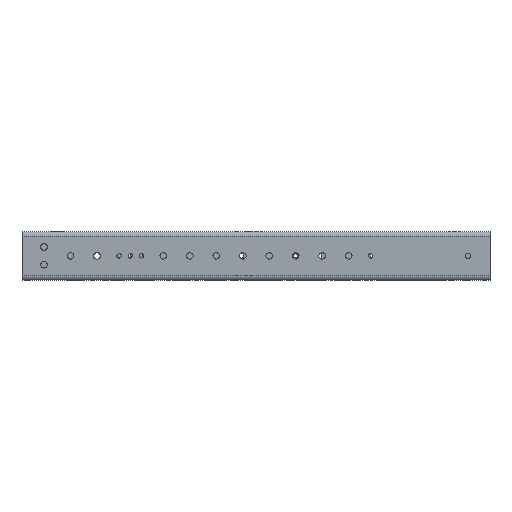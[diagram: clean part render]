
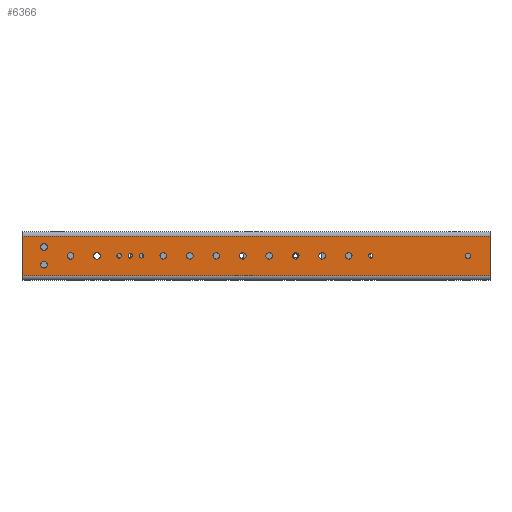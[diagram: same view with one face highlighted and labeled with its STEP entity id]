
A CAD part, top view. The second image highlights one B-rep face of the part: STEP entity #6366.
In plain terms, the highlighted planar face has unit normal (0, 0, 1).
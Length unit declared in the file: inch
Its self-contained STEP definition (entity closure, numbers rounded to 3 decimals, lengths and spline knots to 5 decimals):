
#218=FACE_BOUND('',#1082,.T.);
#219=FACE_BOUND('',#1083,.T.);
#220=FACE_BOUND('',#1084,.T.);
#221=FACE_BOUND('',#1085,.T.);
#222=FACE_BOUND('',#1086,.T.);
#223=FACE_BOUND('',#1087,.T.);
#224=FACE_BOUND('',#1088,.T.);
#225=FACE_BOUND('',#1089,.T.);
#226=FACE_BOUND('',#1090,.T.);
#227=FACE_BOUND('',#1091,.T.);
#228=FACE_BOUND('',#1092,.T.);
#229=FACE_BOUND('',#1093,.T.);
#230=FACE_BOUND('',#1094,.T.);
#231=FACE_BOUND('',#1095,.T.);
#232=FACE_BOUND('',#1096,.T.);
#233=FACE_BOUND('',#1097,.T.);
#234=FACE_BOUND('',#1098,.T.);
#390=PLANE('',#6989);
#566=FACE_OUTER_BOUND('',#1081,.T.);
#1081=EDGE_LOOP('',(#5032,#5033,#5034,#5035));
#1082=EDGE_LOOP('',(#5036));
#1083=EDGE_LOOP('',(#5037));
#1084=EDGE_LOOP('',(#5038));
#1085=EDGE_LOOP('',(#5039));
#1086=EDGE_LOOP('',(#5040));
#1087=EDGE_LOOP('',(#5041));
#1088=EDGE_LOOP('',(#5042));
#1089=EDGE_LOOP('',(#5043));
#1090=EDGE_LOOP('',(#5044));
#1091=EDGE_LOOP('',(#5045));
#1092=EDGE_LOOP('',(#5046));
#1093=EDGE_LOOP('',(#5047));
#1094=EDGE_LOOP('',(#5048));
#1095=EDGE_LOOP('',(#5049));
#1096=EDGE_LOOP('',(#5050));
#1097=EDGE_LOOP('',(#5051));
#1098=EDGE_LOOP('',(#5052));
#1488=LINE('',#9656,#1957);
#1505=LINE('',#9695,#1974);
#1508=LINE('',#9736,#1977);
#1618=LINE('',#10274,#2087);
#1957=VECTOR('',#7754,0.3937);
#1974=VECTOR('',#7795,0.3937);
#1977=VECTOR('',#7836,0.18);
#2087=VECTOR('',#8338,0.3937);
#2474=CIRCLE('',#6804,0.1875);
#2475=CIRCLE('',#6806,0.1875);
#2476=CIRCLE('',#6808,0.1875);
#2477=CIRCLE('',#6810,0.1875);
#2478=CIRCLE('',#6812,0.1875);
#2479=CIRCLE('',#6814,0.1875);
#2480=CIRCLE('',#6816,0.125);
#2481=CIRCLE('',#6818,0.125);
#2482=CIRCLE('',#6820,0.125);
#2483=CIRCLE('',#6822,0.125);
#2484=CIRCLE('',#6824,0.156);
#2485=CIRCLE('',#6826,0.1875);
#2486=CIRCLE('',#6828,0.1875);
#2487=CIRCLE('',#6830,0.1875);
#2488=CIRCLE('',#6832,0.1875);
#2489=CIRCLE('',#6834,0.1875);
#2490=CIRCLE('',#6836,0.1875);
#2897=VERTEX_POINT('',#9653);
#2898=VERTEX_POINT('',#9655);
#2908=VERTEX_POINT('',#9693);
#2927=VERTEX_POINT('',#9735);
#2944=VERTEX_POINT('',#9794);
#2945=VERTEX_POINT('',#9798);
#2946=VERTEX_POINT('',#9802);
#2947=VERTEX_POINT('',#9806);
#2948=VERTEX_POINT('',#9810);
#2949=VERTEX_POINT('',#9814);
#2950=VERTEX_POINT('',#9818);
#2951=VERTEX_POINT('',#9822);
#2952=VERTEX_POINT('',#9826);
#2953=VERTEX_POINT('',#9830);
#2954=VERTEX_POINT('',#9834);
#2955=VERTEX_POINT('',#9838);
#2956=VERTEX_POINT('',#9842);
#2957=VERTEX_POINT('',#9846);
#2958=VERTEX_POINT('',#9850);
#2959=VERTEX_POINT('',#9854);
#2960=VERTEX_POINT('',#9858);
#3547=EDGE_CURVE('',#2898,#2897,#1488,.T.);
#3567=EDGE_CURVE('',#2908,#2897,#1505,.T.);
#3587=EDGE_CURVE('',#2898,#2927,#1508,.T.);
#3616=EDGE_CURVE('',#2944,#2944,#2474,.T.);
#3618=EDGE_CURVE('',#2945,#2945,#2475,.T.);
#3620=EDGE_CURVE('',#2946,#2946,#2476,.T.);
#3622=EDGE_CURVE('',#2947,#2947,#2477,.T.);
#3624=EDGE_CURVE('',#2948,#2948,#2478,.T.);
#3626=EDGE_CURVE('',#2949,#2949,#2479,.T.);
#3628=EDGE_CURVE('',#2950,#2950,#2480,.T.);
#3630=EDGE_CURVE('',#2951,#2951,#2481,.T.);
#3632=EDGE_CURVE('',#2952,#2952,#2482,.T.);
#3634=EDGE_CURVE('',#2953,#2953,#2483,.T.);
#3636=EDGE_CURVE('',#2954,#2954,#2484,.T.);
#3638=EDGE_CURVE('',#2955,#2955,#2485,.T.);
#3640=EDGE_CURVE('',#2956,#2956,#2486,.T.);
#3642=EDGE_CURVE('',#2957,#2957,#2487,.T.);
#3644=EDGE_CURVE('',#2958,#2958,#2488,.T.);
#3646=EDGE_CURVE('',#2959,#2959,#2489,.T.);
#3648=EDGE_CURVE('',#2960,#2960,#2490,.T.);
#3856=EDGE_CURVE('',#2908,#2927,#1618,.T.);
#5032=ORIENTED_EDGE('',*,*,#3547,.T.);
#5033=ORIENTED_EDGE('',*,*,#3567,.F.);
#5034=ORIENTED_EDGE('',*,*,#3856,.T.);
#5035=ORIENTED_EDGE('',*,*,#3587,.F.);
#5036=ORIENTED_EDGE('',*,*,#3616,.T.);
#5037=ORIENTED_EDGE('',*,*,#3618,.T.);
#5038=ORIENTED_EDGE('',*,*,#3620,.T.);
#5039=ORIENTED_EDGE('',*,*,#3622,.T.);
#5040=ORIENTED_EDGE('',*,*,#3624,.T.);
#5041=ORIENTED_EDGE('',*,*,#3626,.T.);
#5042=ORIENTED_EDGE('',*,*,#3628,.T.);
#5043=ORIENTED_EDGE('',*,*,#3630,.T.);
#5044=ORIENTED_EDGE('',*,*,#3632,.T.);
#5045=ORIENTED_EDGE('',*,*,#3634,.T.);
#5046=ORIENTED_EDGE('',*,*,#3636,.T.);
#5047=ORIENTED_EDGE('',*,*,#3638,.T.);
#5048=ORIENTED_EDGE('',*,*,#3640,.T.);
#5049=ORIENTED_EDGE('',*,*,#3642,.T.);
#5050=ORIENTED_EDGE('',*,*,#3644,.T.);
#5051=ORIENTED_EDGE('',*,*,#3646,.T.);
#5052=ORIENTED_EDGE('',*,*,#3648,.T.);
#6366=ADVANCED_FACE('',(#566,#218,#219,#220,#221,#222,#223,#224,#225,#226,
#227,#228,#229,#230,#231,#232,#233,#234),#390,.F.);
#6804=AXIS2_PLACEMENT_3D('',#9795,#7895,#7896);
#6806=AXIS2_PLACEMENT_3D('',#9799,#7900,#7901);
#6808=AXIS2_PLACEMENT_3D('',#9803,#7905,#7906);
#6810=AXIS2_PLACEMENT_3D('',#9807,#7910,#7911);
#6812=AXIS2_PLACEMENT_3D('',#9811,#7915,#7916);
#6814=AXIS2_PLACEMENT_3D('',#9815,#7920,#7921);
#6816=AXIS2_PLACEMENT_3D('',#9819,#7925,#7926);
#6818=AXIS2_PLACEMENT_3D('',#9823,#7930,#7931);
#6820=AXIS2_PLACEMENT_3D('',#9827,#7935,#7936);
#6822=AXIS2_PLACEMENT_3D('',#9831,#7940,#7941);
#6824=AXIS2_PLACEMENT_3D('',#9835,#7945,#7946);
#6826=AXIS2_PLACEMENT_3D('',#9839,#7950,#7951);
#6828=AXIS2_PLACEMENT_3D('',#9843,#7955,#7956);
#6830=AXIS2_PLACEMENT_3D('',#9847,#7960,#7961);
#6832=AXIS2_PLACEMENT_3D('',#9851,#7965,#7966);
#6834=AXIS2_PLACEMENT_3D('',#9855,#7970,#7971);
#6836=AXIS2_PLACEMENT_3D('',#9859,#7975,#7976);
#6989=AXIS2_PLACEMENT_3D('',#10283,#8352,#8353);
#7754=DIRECTION('',(-1.,0.,0.));
#7795=DIRECTION('',(0.,1.,0.));
#7836=DIRECTION('',(0.,-1.,0.));
#7895=DIRECTION('center_axis',(0.,0.,
-1.));
#7896=DIRECTION('ref_axis',(-1.,0.,0.));
#7900=DIRECTION('center_axis',(0.,0.,
-1.));
#7901=DIRECTION('ref_axis',(-1.,0.,0.));
#7905=DIRECTION('center_axis',(0.,0.,
-1.));
#7906=DIRECTION('ref_axis',(-1.,0.,0.));
#7910=DIRECTION('center_axis',(0.,0.,
-1.));
#7911=DIRECTION('ref_axis',(-1.,0.,0.));
#7915=DIRECTION('center_axis',(0.,0.,
-1.));
#7916=DIRECTION('ref_axis',(-1.,0.,0.));
#7920=DIRECTION('center_axis',(0.,0.,
-1.));
#7921=DIRECTION('ref_axis',(-1.,0.,0.));
#7925=DIRECTION('center_axis',(0.,0.,
-1.));
#7926=DIRECTION('ref_axis',(-1.,0.,0.));
#7930=DIRECTION('center_axis',(0.,0.,
-1.));
#7931=DIRECTION('ref_axis',(-1.,0.,0.));
#7935=DIRECTION('center_axis',(0.,0.,
-1.));
#7936=DIRECTION('ref_axis',(-1.,0.,0.));
#7940=DIRECTION('center_axis',(0.,0.,
-1.));
#7941=DIRECTION('ref_axis',(-1.,0.,0.));
#7945=DIRECTION('center_axis',(0.,0.,
-1.));
#7946=DIRECTION('ref_axis',(-1.,0.,0.));
#7950=DIRECTION('center_axis',(0.,0.,
-1.));
#7951=DIRECTION('ref_axis',(-1.,0.,0.));
#7955=DIRECTION('center_axis',(0.,0.,
-1.));
#7956=DIRECTION('ref_axis',(-1.,0.,0.));
#7960=DIRECTION('center_axis',(0.,0.,
-1.));
#7961=DIRECTION('ref_axis',(-1.,0.,0.));
#7965=DIRECTION('center_axis',(0.,0.,
-1.));
#7966=DIRECTION('ref_axis',(-1.,0.,0.));
#7970=DIRECTION('center_axis',(0.,0.,
-1.));
#7971=DIRECTION('ref_axis',(-1.,0.,0.));
#7975=DIRECTION('center_axis',(0.,0.,
-1.));
#7976=DIRECTION('ref_axis',(-1.,0.,0.));
#8338=DIRECTION('',(1.,0.,0.));
#8352=DIRECTION('center_axis',(0.,0.,
-1.));
#8353=DIRECTION('ref_axis',(0.,1.,0.));
#9653=CARTESIAN_POINT('',(-12.6875,2.5,-3.8125));
#9655=CARTESIAN_POINT('',(13.8125,2.5,-3.8125));
#9656=CARTESIAN_POINT('',(7.1875,2.5,-3.8125));
#9693=CARTESIAN_POINT('',(-12.6875,0.25,-3.8125));
#9695=CARTESIAN_POINT('',(-12.6875,0.25,-3.8125));
#9735=CARTESIAN_POINT('',(13.8125,0.25,-3.8125));
#9736=CARTESIAN_POINT('',(13.8125,-0.31549,-3.8125));
#9794=CARTESIAN_POINT('',(-8.25,1.375,-3.8125));
#9795=CARTESIAN_POINT('Origin',(-8.4375,1.375,-3.8125));
#9798=CARTESIAN_POINT('',(-1.5,1.375,-3.8125));
#9799=CARTESIAN_POINT('Origin',(-1.6875,1.375,-3.8125));
#9802=CARTESIAN_POINT('',(3.,1.375,-3.8125));
#9803=CARTESIAN_POINT('Origin',(2.8125,1.375,-3.8125));
#9806=CARTESIAN_POINT('',(6.,1.375,-3.8125));
#9807=CARTESIAN_POINT('Origin',(5.8125,1.375,-3.8125));
#9810=CARTESIAN_POINT('',(-3.,1.375,-3.8125));
#9811=CARTESIAN_POINT('Origin',(-3.1875,1.375,-3.8125));
#9814=CARTESIAN_POINT('',(-11.25,1.875,-3.8125));
#9815=CARTESIAN_POINT('Origin',(-11.4375,1.875,-3.8125));
#9818=CARTESIAN_POINT('',(-6.4325,1.375,-3.8125));
#9819=CARTESIAN_POINT('Origin',(-6.5575,1.375,-3.8125));
#9822=CARTESIAN_POINT('',(-5.8025,1.375,-3.8125));
#9823=CARTESIAN_POINT('Origin',(-5.9275,1.375,-3.8125));
#9826=CARTESIAN_POINT('',(-7.0625,1.375,-3.8125));
#9827=CARTESIAN_POINT('Origin',(-7.1875,1.375,-3.8125));
#9830=CARTESIAN_POINT('',(7.1875,1.375,-3.8125));
#9831=CARTESIAN_POINT('Origin',(7.0625,1.375,-3.8125));
#9834=CARTESIAN_POINT('',(12.7185,1.375,-3.8125));
#9835=CARTESIAN_POINT('Origin',(12.5625,1.375,-3.8125));
#9838=CARTESIAN_POINT('',(-9.75,1.375,-3.8125));
#9839=CARTESIAN_POINT('Origin',(-9.9375,1.375,-3.8125));
#9842=CARTESIAN_POINT('',(1.5,1.375,-3.8125));
#9843=CARTESIAN_POINT('Origin',(1.3125,1.375,-3.8125));
#9846=CARTESIAN_POINT('',(4.5,1.375,-3.8125));
#9847=CARTESIAN_POINT('Origin',(4.3125,1.375,-3.8125));
#9850=CARTESIAN_POINT('',(0.,1.375,-3.8125));
#9851=CARTESIAN_POINT('Origin',(-0.1875,1.375,-3.8125));
#9854=CARTESIAN_POINT('',(-4.5,1.375,-3.8125));
#9855=CARTESIAN_POINT('Origin',(-4.6875,1.375,-3.8125));
#9858=CARTESIAN_POINT('',(-11.25,0.875,-3.8125));
#9859=CARTESIAN_POINT('Origin',(-11.4375,0.875,-3.8125));
#10274=CARTESIAN_POINT('',(0.5625,0.25,-3.8125));
#10283=CARTESIAN_POINT('Origin',(0.5625,1.35863,-3.8125));
